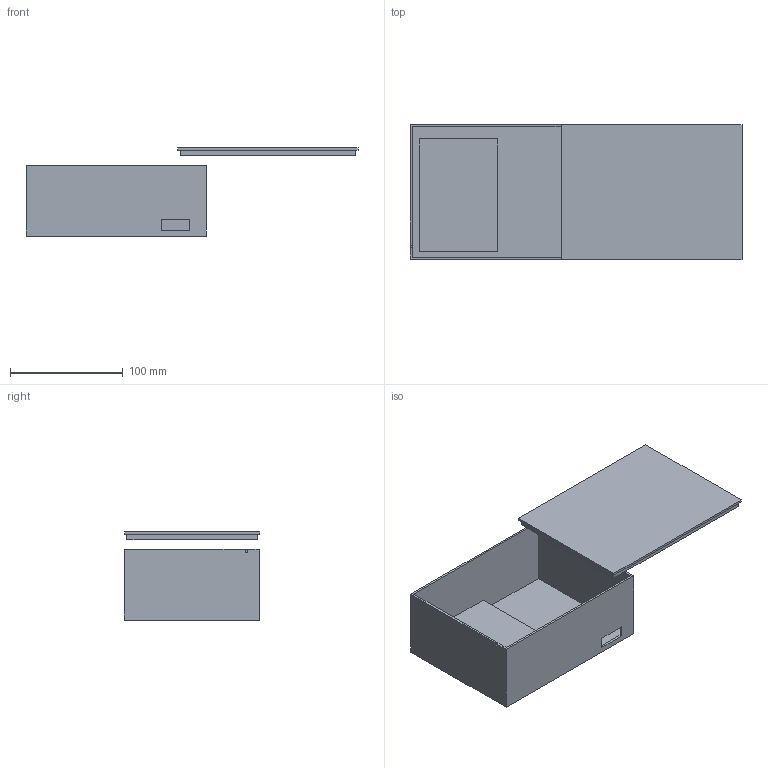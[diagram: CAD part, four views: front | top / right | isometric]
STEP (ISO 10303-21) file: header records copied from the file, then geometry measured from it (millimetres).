
FILE_DESCRIPTION(/* description */ (''),/* implementation_level */ '2;1');
FILE_NAME(/* name */ 'Sender case.step',/* time_stamp */ '2025-07-10T21:55:22+05:30',/* author */ (''),/* organization */ (''),/* preprocessor_version */ 'ST-DEVELOPER v20.1',/* originating_system */ 'Autodesk Translation Framework v14.10.0.0',/* authorisation */ '');
FILE_SCHEMA (('AUTOMOTIVE_DESIGN { 1 0 10303 214 3 1 1 }'));
Length unit declared in the file: millimetre
Products named in the file (1): 2025-07-08-07-24-11-456
Bounding box: 294.91 x 120.47 x 78.3 mm (x, y, z)
Volume: 388102.4 mm3; surface area: 170224 mm2
Topology: 3 solids, 3 shells, 39 faces, 96 edges, 64 vertices
Faces by surface type: plane 39
Entity records: 1200 total; most frequent: CARTESIAN_POINT 200, ORIENTED_EDGE 192, DIRECTION 176, LINE 96, VECTOR 96, EDGE_CURVE 96, VERTEX_POINT 64, EDGE_LOOP 42
